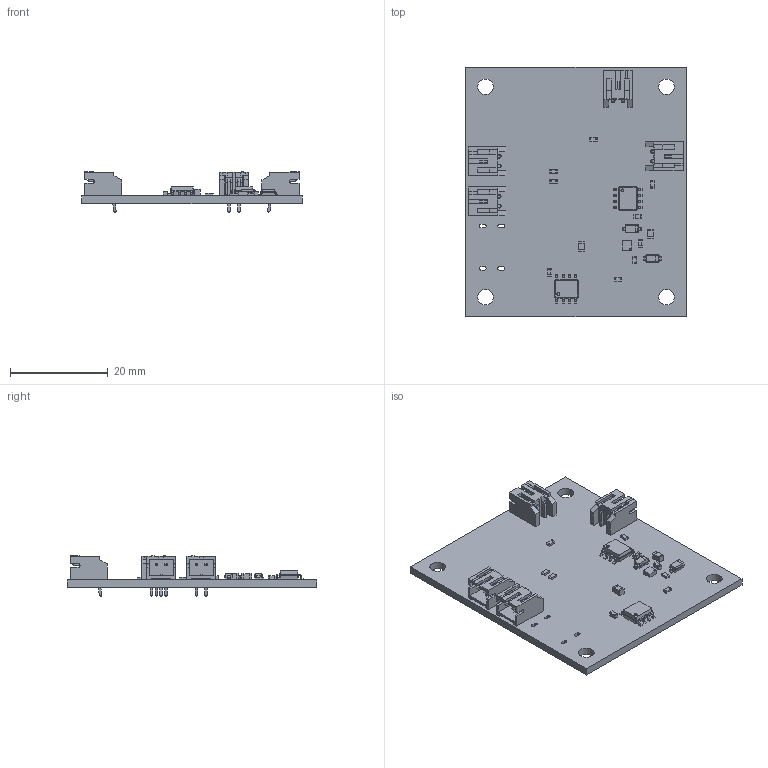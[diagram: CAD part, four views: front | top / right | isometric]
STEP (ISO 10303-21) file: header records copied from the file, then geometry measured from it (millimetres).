
FILE_DESCRIPTION(('KiCad electronic assembly'),'2;1');
FILE_NAME('TPS61165-heater-v8.step','2024-09-23T19:33:02',('Pcbnew'),( 'Kicad'),'Open CASCADE STEP processor 7.7','KiCad to STEP converter' ,'Unknown');
FILE_SCHEMA(('AUTOMOTIVE_DESIGN { 1 0 10303 214 1 1 1 1 }'));
Length unit declared in the file: millimetre
Products named in the file (16): TPS61165-heater-v8 1; JST_PH_S2B-PH-K_1x02_P2.00mm_Horizontal; SOLID; WSON-6-1EP_2x2mm_P0.65mm_EP1x1.6mm; R_0603_1608Metric; C_0805_2012Metric; D_SOD-123; C_0603_1608Metric; SOIC-8_3.9x4.9mm_P1.27mm; TPS61165-heater-v8 PCB
Assembly tree (28 placements, depth 3):
  TPS61165-heater-v8 1
    JST_PH_S2B-PH-K_1x02_P2.00mm_Horizontal  x4
      SOLID
    WSON-6-1EP_2x2mm_P0.65mm_EP1x1.6mm
      SOLID
    R_0603_1608Metric  x6
      SOLID
    C_0805_2012Metric  x2
      SOLID
    D_SOD-123  x2
      SOLID
    C_0603_1608Metric  x3
      SOLID
    SOIC-8_3.9x4.9mm_P1.27mm  x2
      SOLID
    TPS61165-heater-v8 PCB
Bounding box: 45 x 51 x 8.25 mm (x, y, z)
Volume: 4092.5 mm3; surface area: 6514.4 mm2
Topology: 21 solids, 21 shells, 1338 faces, 3584 edges, 2304 vertices
Faces by surface type: plane 995, cylinder 227, bspline 116
Full cylindrical faces by diameter (mm): 0.25 x1, 0.6 x2, 0.75 x8, 3.2 x4
Entity records: 41352 total; most frequent: CARTESIAN_POINT 7547, DIRECTION 5414, LINE 3879, VECTOR 3879, ORIENTED_EDGE 3066, PCURVE 3066, DEFINITIONAL_REPRESENTATION 3066, EDGE_CURVE 1533
